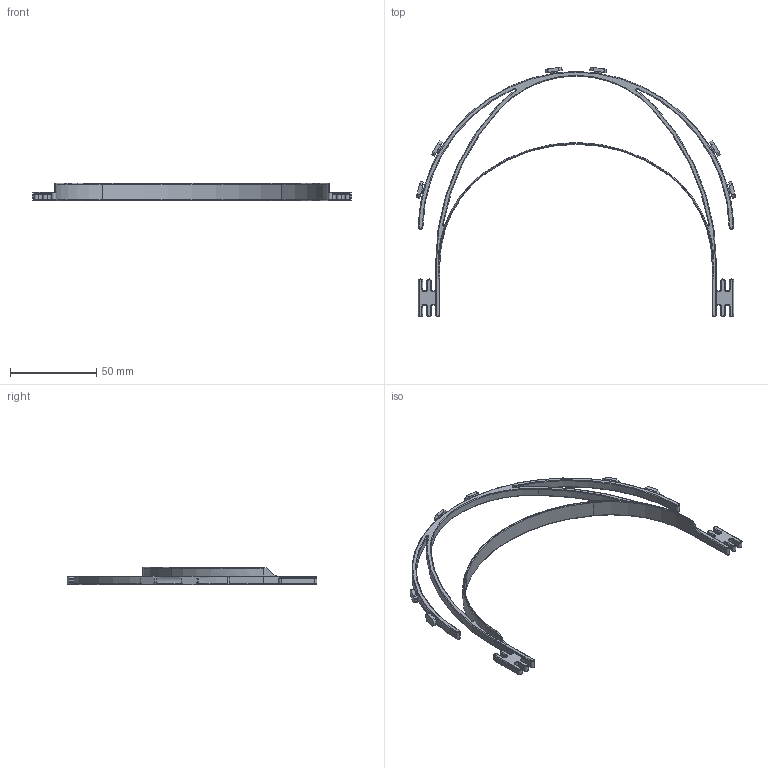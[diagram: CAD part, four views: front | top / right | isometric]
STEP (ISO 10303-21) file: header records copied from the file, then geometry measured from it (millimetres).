
FILE_DESCRIPTION(('CATIA V6 STEP','CAx-IF Rec.Pracs.--- Model Styling and Organization---1.4--- 2014-01-23'),'2;1');
FILE_NAME('128831-01 FACESHIELD FRAME SHORT PNWS B.1 Released.stp','2020-04-06T03:17:08+00:00',('none'),('none'),'3DEXPERIENCE Platform3DEXPERIENCE R2017x HotFix 12','3DEXPERIENCE Platform STEP AP214','none');
FILE_SCHEMA(('AUTOMOTIVE_DESIGN { 1 0 10303 214 1 1 1 1 }'));
Length unit declared in the file: millimetre
Products named in the file (1): PNWS-SHORT R1
Bounding box: 184.97 x 144.73 x 10 mm (x, y, z)
Volume: 11543 mm3; surface area: 14804.4 mm2
Topology: 1 solids, 1 shells, 462 faces, 1566 edges, 1107 vertices
Faces by surface type: cylinder 186, plane 135, torus 106, bspline 35
Entity records: 18477 total; most frequent: CARTESIAN_POINT 5877, ORIENTED_EDGE 3130, DIRECTION 1889, EDGE_CURVE 1565, VERTEX_POINT 1107, AXIS2_PLACEMENT_3D 973, CIRCLE 604, VECTOR 549
